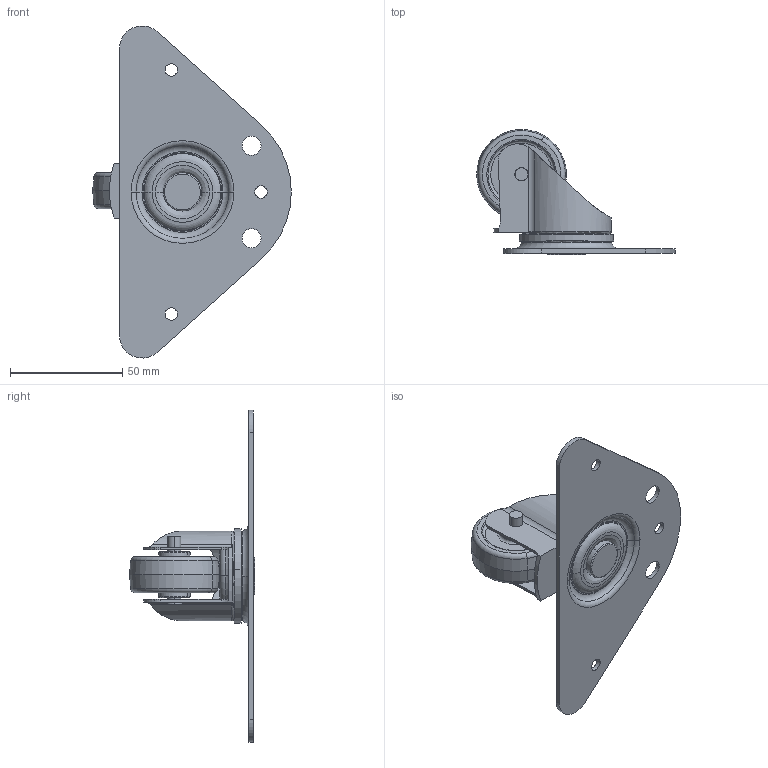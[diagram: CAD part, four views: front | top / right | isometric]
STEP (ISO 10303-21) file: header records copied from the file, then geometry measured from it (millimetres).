
FILE_DESCRIPTION (( 'STEP AP203' ), '1' );
FILE_NAME ('NEW WHEEL ASSEMBLY.STEP', '2022-03-12T08:50:15', ( '' ), ( '' ), 'SwSTEP 2.0', 'SolidWorks 2020', '' );
FILE_SCHEMA (( 'CONFIG_CONTROL_DESIGN' ));
Length unit declared in the file: millimetre
Products named in the file (8): PLASTIC COVER RING 28-02-22; NEW WHEEL ASSEMBLY; WHEEL 209 feb01; barings09 feb01; spacer09 feb01; WHEEL MOUNTING RIVIT09 feb01; WHEEL HOUSING09 feb01; WHEEL TOP PLATE R1 Dia 40mmsample model01_Valor predeterminado
Assembly tree (21 placements, depth 2):
  NEW WHEEL ASSEMBLY
    WHEEL TOP PLATE R1 Dia 40mmsample model01_Valor predeterminado
    WHEEL 209 feb01
    PLASTIC COVER RING 28-02-22
    WHEEL MOUNTING RIVIT09 feb01
    barings09 feb01  x15
    WHEEL HOUSING09 feb01
    spacer09 feb01
Bounding box: 88.5 x 55.75 x 147.95 mm (x, y, z)
Volume: 46658.6 mm3; surface area: 36262.8 mm2
Topology: 21 solids, 21 shells, 218 faces, 530 edges, 336 vertices
Faces by surface type: torus 74, cylinder 67, plane 40, sphere 30, cone 4, bspline 3
Entity records: 6951 total; most frequent: CARTESIAN_POINT 1196, DIRECTION 1122, ORIENTED_EDGE 854, AXIS2_PLACEMENT_3D 511, EDGE_CURVE 427, CIRCLE 300, VERTEX_POINT 263, EDGE_LOOP 224
